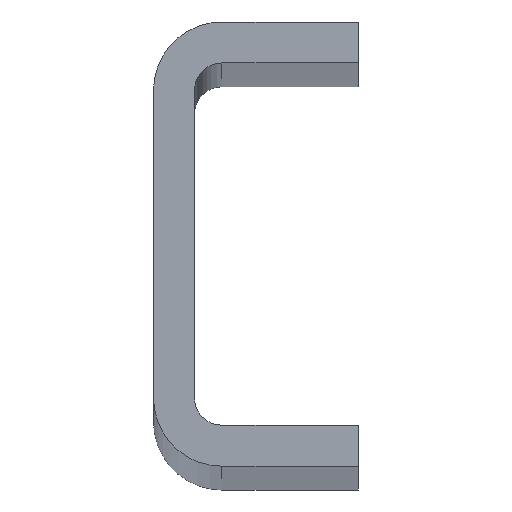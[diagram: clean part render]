
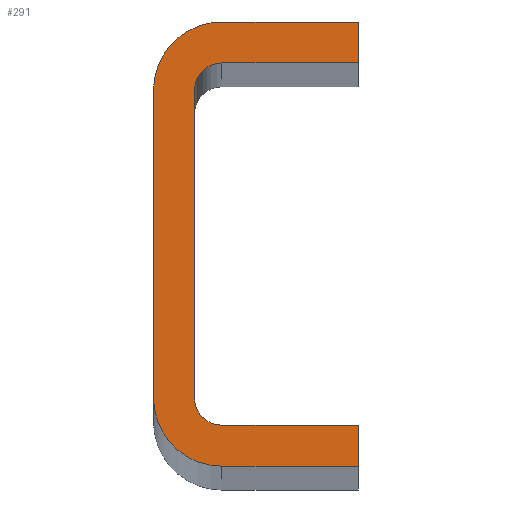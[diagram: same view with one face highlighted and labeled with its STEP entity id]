
A CAD part, top view. The second image highlights one B-rep face of the part: STEP entity #291.
In plain terms, the highlighted planar face has unit normal (0, 0, 1).
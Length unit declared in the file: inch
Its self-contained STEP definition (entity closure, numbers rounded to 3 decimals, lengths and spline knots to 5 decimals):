
#4 = CARTESIAN_POINT ( 'NONE',  ( 0.94488, -1.27953, 0. ) ) ;
#15 = EDGE_CURVE ( 'NONE', #454, #56, #216, .T. ) ;
#20 = VECTOR ( 'NONE', #251, 39.37008 ) ;
#23 = LINE ( 'NONE', #576, #20 ) ;
#26 = CARTESIAN_POINT ( 'NONE',  ( -0.23622, -0.88583, 0. ) ) ;
#45 = AXIS2_PLACEMENT_3D ( 'NONE', #440, #165, #387 ) ;
#56 = VERTEX_POINT ( 'NONE', #4 ) ;
#59 = EDGE_CURVE ( 'NONE', #480, #454, #297, .T. ) ;
#67 = EDGE_CURVE ( 'NONE', #657, #562, #606, .T. ) ;
#86 = LINE ( 'NONE', #150, #244 ) ;
#87 = CARTESIAN_POINT ( 'NONE',  ( 0.15748, 0.88583, 0. ) ) ;
#93 = LINE ( 'NONE', #206, #339 ) ;
#97 = LINE ( 'NONE', #26, #536 ) ;
#106 = CARTESIAN_POINT ( 'NONE',  ( 0.15748, 1.27953, 0. ) ) ;
#110 = EDGE_CURVE ( 'NONE', #125, #657, #93, .T. ) ;
#125 = VERTEX_POINT ( 'NONE', #711 ) ;
#132 = CARTESIAN_POINT ( 'NONE',  ( 0.15748, -1.04331, 0. ) ) ;
#150 = CARTESIAN_POINT ( 'NONE',  ( 0., 0.88583, 0. ) ) ;
#156 = LINE ( 'NONE', #542, #470 ) ;
#160 = AXIS2_PLACEMENT_3D ( 'NONE', #597, #705, #386 ) ;
#165 = DIRECTION ( 'NONE',  ( 0., 0., 1. ) ) ;
#168 = EDGE_CURVE ( 'NONE', #56, #534, #156, .T. ) ;
#194 = FACE_OUTER_BOUND ( 'NONE', #507, .T. ) ;
#204 = DIRECTION ( 'NONE',  ( 0., 0., -1. ) ) ;
#206 = CARTESIAN_POINT ( 'NONE',  ( 0.94488, 1.27953, 0. ) ) ;
#215 = CARTESIAN_POINT ( 'NONE',  ( 0.94488, -1.04331, 0. ) ) ;
#216 = LINE ( 'NONE', #499, #557 ) ;
#229 = ORIENTED_EDGE ( 'NONE', *, *, #646, .T. ) ;
#240 = VECTOR ( 'NONE', #331, 39.37008 ) ;
#244 = VECTOR ( 'NONE', #593, 39.37008 ) ;
#246 = DIRECTION ( 'NONE',  ( 0., -1., 0. ) ) ;
#251 = DIRECTION ( 'NONE',  ( 1., 0., 0. ) ) ;
#257 = EDGE_CURVE ( 'NONE', #534, #384, #485, .T. ) ;
#258 = VERTEX_POINT ( 'NONE', #439 ) ;
#264 = ORIENTED_EDGE ( 'NONE', *, *, #702, .T. ) ;
#267 = ORIENTED_EDGE ( 'NONE', *, *, #67, .T. ) ;
#268 = EDGE_CURVE ( 'NONE', #384, #613, #602, .T. ) ;
#287 = VECTOR ( 'NONE', #701, 39.37008 ) ;
#291 = ADVANCED_FACE ( 'NONE', ( #194 ), #474, .F. ) ;
#297 = CIRCLE ( 'NONE', #45, 0.3937 ) ;
#312 = VERTEX_POINT ( 'NONE', #683 ) ;
#314 = CARTESIAN_POINT ( 'NONE',  ( 0., -0.88583, 0. ) ) ;
#331 = DIRECTION ( 'NONE',  ( -1., 0., 0. ) ) ;
#338 = DIRECTION ( 'NONE',  ( 0., 0., 1. ) ) ;
#339 = VECTOR ( 'NONE', #611, 39.37008 ) ;
#344 = ORIENTED_EDGE ( 'NONE', *, *, #547, .T. ) ;
#347 = CARTESIAN_POINT ( 'NONE',  ( 0.15748, 0.88583, 0. ) ) ;
#355 = AXIS2_PLACEMENT_3D ( 'NONE', #347, #338, #567 ) ;
#377 = CARTESIAN_POINT ( 'NONE',  ( 0.15748, 1.27953, 0. ) ) ;
#381 = ORIENTED_EDGE ( 'NONE', *, *, #425, .T. ) ;
#384 = VERTEX_POINT ( 'NONE', #132 ) ;
#386 = DIRECTION ( 'NONE',  ( 1., 0., 0. ) ) ;
#387 = DIRECTION ( 'NONE',  ( 1., 0., 0. ) ) ;
#413 = CARTESIAN_POINT ( 'NONE',  ( 0.94488, 1.27953, 0. ) ) ;
#425 = EDGE_CURVE ( 'NONE', #539, #125, #23, .T. ) ;
#435 = ORIENTED_EDGE ( 'NONE', *, *, #59, .T. ) ;
#439 = CARTESIAN_POINT ( 'NONE',  ( -0.23622, 0.88583, 0. ) ) ;
#440 = CARTESIAN_POINT ( 'NONE',  ( 0.15748, -0.88583, 0. ) ) ;
#453 = ORIENTED_EDGE ( 'NONE', *, *, #15, .T. ) ;
#454 = VERTEX_POINT ( 'NONE', #471 ) ;
#461 = DIRECTION ( 'NONE',  ( 0., 0., -1. ) ) ;
#467 = EDGE_CURVE ( 'NONE', #312, #539, #540, .T. ) ;
#470 = VECTOR ( 'NONE', #601, 39.37008 ) ;
#471 = CARTESIAN_POINT ( 'NONE',  ( 0.15748, -1.27953, 0. ) ) ;
#474 = PLANE ( 'NONE',  #599 ) ;
#477 = DIRECTION ( 'NONE',  ( -1., 0., 0. ) ) ;
#480 = VERTEX_POINT ( 'NONE', #588 ) ;
#482 = DIRECTION ( 'NONE',  ( -1., 0., 0. ) ) ;
#485 = LINE ( 'NONE', #215, #287 ) ;
#499 = CARTESIAN_POINT ( 'NONE',  ( 0.15748, -1.27953, 0. ) ) ;
#507 = EDGE_LOOP ( 'NONE', ( #608, #267, #264, #229, #435, #453, #587, #553, #713, #344, #512, #381 ) ) ;
#512 = ORIENTED_EDGE ( 'NONE', *, *, #467, .T. ) ;
#515 = CIRCLE ( 'NONE', #355, 0.3937 ) ;
#527 = AXIS2_PLACEMENT_3D ( 'NONE', #651, #204, #482 ) ;
#534 = VERTEX_POINT ( 'NONE', #580 ) ;
#536 = VECTOR ( 'NONE', #246, 39.37008 ) ;
#539 = VERTEX_POINT ( 'NONE', #699 ) ;
#540 = CIRCLE ( 'NONE', #527, 0.15748 ) ;
#542 = CARTESIAN_POINT ( 'NONE',  ( 0.94488, -1.27953, 0. ) ) ;
#547 = EDGE_CURVE ( 'NONE', #613, #312, #86, .T. ) ;
#553 = ORIENTED_EDGE ( 'NONE', *, *, #257, .T. ) ;
#557 = VECTOR ( 'NONE', #661, 39.37008 ) ;
#562 = VERTEX_POINT ( 'NONE', #377 ) ;
#567 = DIRECTION ( 'NONE',  ( -1., 0., 0. ) ) ;
#576 = CARTESIAN_POINT ( 'NONE',  ( 0.94488, 1.04331, 0. ) ) ;
#580 = CARTESIAN_POINT ( 'NONE',  ( 0.94488, -1.04331, 0. ) ) ;
#587 = ORIENTED_EDGE ( 'NONE', *, *, #168, .T. ) ;
#588 = CARTESIAN_POINT ( 'NONE',  ( -0.23622, -0.88583, 0. ) ) ;
#593 = DIRECTION ( 'NONE',  ( 0., 1., 0. ) ) ;
#597 = CARTESIAN_POINT ( 'NONE',  ( 0.15748, -0.88583, 0. ) ) ;
#599 = AXIS2_PLACEMENT_3D ( 'NONE', #87, #461, #477 ) ;
#601 = DIRECTION ( 'NONE',  ( 0., 1., 0. ) ) ;
#602 = CIRCLE ( 'NONE', #160, 0.15748 ) ;
#606 = LINE ( 'NONE', #106, #240 ) ;
#608 = ORIENTED_EDGE ( 'NONE', *, *, #110, .T. ) ;
#611 = DIRECTION ( 'NONE',  ( 0., 1., 0. ) ) ;
#613 = VERTEX_POINT ( 'NONE', #314 ) ;
#646 = EDGE_CURVE ( 'NONE', #258, #480, #97, .T. ) ;
#651 = CARTESIAN_POINT ( 'NONE',  ( 0.15748, 0.88583, 0. ) ) ;
#657 = VERTEX_POINT ( 'NONE', #413 ) ;
#661 = DIRECTION ( 'NONE',  ( 1., 0., 0. ) ) ;
#683 = CARTESIAN_POINT ( 'NONE',  ( 0., 0.88583, 0. ) ) ;
#699 = CARTESIAN_POINT ( 'NONE',  ( 0.15748, 1.04331, 0. ) ) ;
#701 = DIRECTION ( 'NONE',  ( -1., 0., 0. ) ) ;
#702 = EDGE_CURVE ( 'NONE', #562, #258, #515, .T. ) ;
#705 = DIRECTION ( 'NONE',  ( 0., 0., -1. ) ) ;
#711 = CARTESIAN_POINT ( 'NONE',  ( 0.94488, 1.04331, 0. ) ) ;
#713 = ORIENTED_EDGE ( 'NONE', *, *, #268, .T. ) ;
